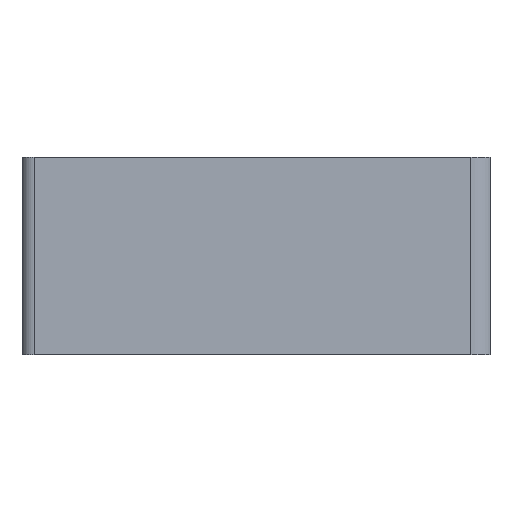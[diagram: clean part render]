
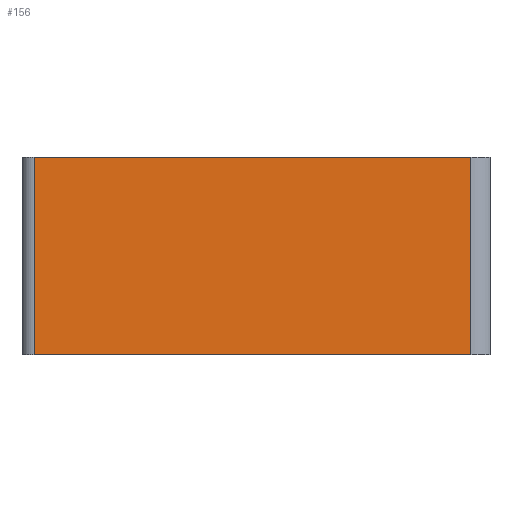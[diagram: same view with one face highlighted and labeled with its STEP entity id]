
A CAD part, front view. The second image highlights one B-rep face of the part: STEP entity #156.
In plain terms, the highlighted planar face has unit normal (0.052, -0.999, 0).
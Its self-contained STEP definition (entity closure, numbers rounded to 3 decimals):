
#2 = ORIENTED_EDGE ( 'NONE', *, *, #388, .T. ) ;
#13 = ORIENTED_EDGE ( 'NONE', *, *, #287, .T. ) ;
#43 = DIRECTION ( 'NONE',  ( -0.999, -0.052, 0. ) ) ;
#72 = CARTESIAN_POINT ( 'NONE',  ( 67.503, -83.067, 15. ) ) ;
#77 = CARTESIAN_POINT ( 'NONE',  ( 1.094, -86.548, -15. ) ) ;
#80 = AXIS2_PLACEMENT_3D ( 'NONE', #175, #546, #283 ) ;
#136 = CARTESIAN_POINT ( 'NONE',  ( 1.094, -86.548, -15. ) ) ;
#139 = PLANE ( 'NONE',  #80 ) ;
#156 = ADVANCED_FACE ( 'NONE', ( #740 ), #139, .T. ) ;
#175 = CARTESIAN_POINT ( 'NONE',  ( 1.094, -86.548, 15. ) ) ;
#216 = EDGE_LOOP ( 'NONE', ( #600, #420, #2, #13 ) ) ;
#230 = LINE ( 'NONE', #72, #607 ) ;
#240 = LINE ( 'NONE', #539, #599 ) ;
#277 = EDGE_CURVE ( 'NONE', #330, #340, #230, .T. ) ;
#283 = DIRECTION ( 'NONE',  ( 0.999, 0.052, 0. ) ) ;
#287 = EDGE_CURVE ( 'NONE', #571, #664, #240, .T. ) ;
#292 = DIRECTION ( 'NONE',  ( 0., 0., -1. ) ) ;
#301 = EDGE_CURVE ( 'NONE', #340, #664, #608, .T. ) ;
#317 = CARTESIAN_POINT ( 'NONE',  ( 1.094, -86.548, 15. ) ) ;
#330 = VERTEX_POINT ( 'NONE', #351 ) ;
#340 = VERTEX_POINT ( 'NONE', #417 ) ;
#351 = CARTESIAN_POINT ( 'NONE',  ( 67.503, -83.067, 15. ) ) ;
#359 = CARTESIAN_POINT ( 'NONE',  ( 1.094, -86.548, 15. ) ) ;
#388 = EDGE_CURVE ( 'NONE', #330, #571, #500, .T. ) ;
#417 = CARTESIAN_POINT ( 'NONE',  ( 67.503, -83.067, -15. ) ) ;
#420 = ORIENTED_EDGE ( 'NONE', *, *, #277, .F. ) ;
#460 = VECTOR ( 'NONE', #43, 1000. ) ;
#477 = DIRECTION ( 'NONE',  ( -0.999, -0.052, 0. ) ) ;
#500 = LINE ( 'NONE', #317, #460 ) ;
#539 = CARTESIAN_POINT ( 'NONE',  ( 1.094, -86.548, 15. ) ) ;
#546 = DIRECTION ( 'NONE',  ( 0.052, -0.999, 0. ) ) ;
#571 = VERTEX_POINT ( 'NONE', #359 ) ;
#596 = VECTOR ( 'NONE', #477, 1000. ) ;
#599 = VECTOR ( 'NONE', #292, 1000. ) ;
#600 = ORIENTED_EDGE ( 'NONE', *, *, #301, .F. ) ;
#607 = VECTOR ( 'NONE', #813, 1000. ) ;
#608 = LINE ( 'NONE', #136, #596 ) ;
#664 = VERTEX_POINT ( 'NONE', #77 ) ;
#740 = FACE_OUTER_BOUND ( 'NONE', #216, .T. ) ;
#813 = DIRECTION ( 'NONE',  ( 0., 0., -1. ) ) ;
